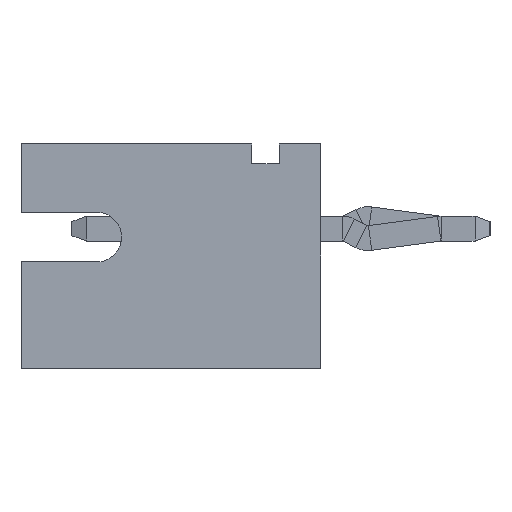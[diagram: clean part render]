
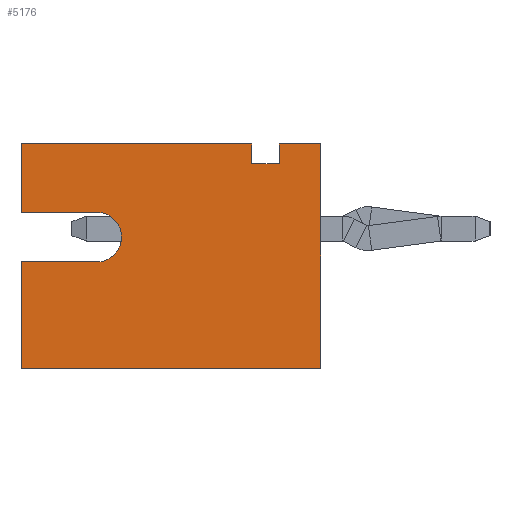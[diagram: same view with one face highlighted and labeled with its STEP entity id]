
A CAD part, left-side view. The second image highlights one B-rep face of the part: STEP entity #5176.
In plain terms, the highlighted planar face has unit normal (-1, 0, 0).
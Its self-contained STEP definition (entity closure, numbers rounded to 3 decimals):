
#12 = DIRECTION ( 'NONE',  ( 0., 0., -1. ) ) ;
#20 = CARTESIAN_POINT ( 'NONE',  ( -10.95, 0.83, 2.25 ) ) ;
#45 = LINE ( 'NONE', #2841, #749 ) ;
#111 = FACE_OUTER_BOUND ( 'NONE', #2723, .T. ) ;
#305 = EDGE_CURVE ( 'NONE', #3747, #5025, #693, .T. ) ;
#362 = DIRECTION ( 'NONE',  ( 0., 1., 0. ) ) ;
#416 = DIRECTION ( 'NONE',  ( 0., -1., 0. ) ) ;
#420 = AXIS2_PLACEMENT_3D ( 'NONE', #3615, #1211, #12 ) ;
#620 = VERTEX_POINT ( 'NONE', #4836 ) ;
#693 = LINE ( 'NONE', #3505, #1850 ) ;
#719 = ORIENTED_EDGE ( 'NONE', *, *, #305, .F. ) ;
#742 = VECTOR ( 'NONE', #2305, 1000. ) ;
#749 = VECTOR ( 'NONE', #797, 1000. ) ;
#789 = LINE ( 'NONE', #3205, #3374 ) ;
#797 = DIRECTION ( 'NONE',  ( 0., 0., -1. ) ) ;
#855 = EDGE_CURVE ( 'NONE', #1554, #1829, #2570, .T. ) ;
#883 = PLANE ( 'NONE',  #2545 ) ;
#1056 = VERTEX_POINT ( 'NONE', #4846 ) ;
#1114 = ORIENTED_EDGE ( 'NONE', *, *, #4939, .F. ) ;
#1117 = LINE ( 'NONE', #4251, #742 ) ;
#1175 = ORIENTED_EDGE ( 'NONE', *, *, #1430, .F. ) ;
#1211 = DIRECTION ( 'NONE',  ( -1., 0., 0. ) ) ;
#1328 = ORIENTED_EDGE ( 'NONE', *, *, #855, .F. ) ;
#1349 = VECTOR ( 'NONE', #4248, 1000. ) ;
#1430 = EDGE_CURVE ( 'NONE', #1829, #2323, #2239, .T. ) ;
#1472 = DIRECTION ( 'NONE',  ( 0., 0., 1. ) ) ;
#1502 = LINE ( 'NONE', #4294, #2100 ) ;
#1536 = CIRCLE ( 'NONE', #420, 0.5 ) ;
#1548 = ORIENTED_EDGE ( 'NONE', *, *, #4702, .F. ) ;
#1552 = CARTESIAN_POINT ( 'NONE',  ( -10.95, 6., 2.25 ) ) ;
#1554 = VERTEX_POINT ( 'NONE', #3713 ) ;
#1567 = CARTESIAN_POINT ( 'NONE',  ( -10.95, 4.5, -0.12 ) ) ;
#1698 = ORIENTED_EDGE ( 'NONE', *, *, #5043, .F. ) ;
#1710 = ORIENTED_EDGE ( 'NONE', *, *, #2278, .F. ) ;
#1711 = ORIENTED_EDGE ( 'NONE', *, *, #3007, .F. ) ;
#1717 = VERTEX_POINT ( 'NONE', #2286 ) ;
#1749 = CARTESIAN_POINT ( 'NONE',  ( -10.95, 4.5, 0.38 ) ) ;
#1829 = VERTEX_POINT ( 'NONE', #1552 ) ;
#1850 = VECTOR ( 'NONE', #1472, 1000. ) ;
#1987 = DIRECTION ( 'NONE',  ( 0., -1., 0. ) ) ;
#1999 = VECTOR ( 'NONE', #4512, 1000. ) ;
#2014 = ORIENTED_EDGE ( 'NONE', *, *, #2074, .F. ) ;
#2042 = LINE ( 'NONE', #20, #3475 ) ;
#2073 = CARTESIAN_POINT ( 'NONE',  ( -10.95, 0., 2.25 ) ) ;
#2074 = EDGE_CURVE ( 'NONE', #5131, #4775, #1117, .T. ) ;
#2100 = VECTOR ( 'NONE', #362, 1000. ) ;
#2239 = LINE ( 'NONE', #3844, #5036 ) ;
#2245 = CARTESIAN_POINT ( 'NONE',  ( -10.95, 0.83, 1.85 ) ) ;
#2278 = EDGE_CURVE ( 'NONE', #2658, #620, #4358, .T. ) ;
#2283 = DIRECTION ( 'NONE',  ( 0., 0., -1. ) ) ;
#2286 = CARTESIAN_POINT ( 'NONE',  ( -10.95, 4.5, 0.88 ) ) ;
#2304 = LINE ( 'NONE', #4737, #1349 ) ;
#2305 = DIRECTION ( 'NONE',  ( 0., 1., 0. ) ) ;
#2323 = VERTEX_POINT ( 'NONE', #3250 ) ;
#2502 = DIRECTION ( 'NONE',  ( 1., 0., 0. ) ) ;
#2505 = EDGE_CURVE ( 'NONE', #1717, #1554, #1502, .T. ) ;
#2545 = AXIS2_PLACEMENT_3D ( 'NONE', #1749, #2502, #3352 ) ;
#2570 = LINE ( 'NONE', #2894, #1999 ) ;
#2617 = ORIENTED_EDGE ( 'NONE', *, *, #2505, .F. ) ;
#2658 = VERTEX_POINT ( 'NONE', #4420 ) ;
#2676 = VERTEX_POINT ( 'NONE', #2073 ) ;
#2723 = EDGE_LOOP ( 'NONE', ( #2014, #2808, #1548, #719, #2952, #1711, #1175, #1328, #2617, #1698, #1710, #1114 ) ) ;
#2808 = ORIENTED_EDGE ( 'NONE', *, *, #4519, .F. ) ;
#2841 = CARTESIAN_POINT ( 'NONE',  ( -10.95, 1.39, 2.25 ) ) ;
#2894 = CARTESIAN_POINT ( 'NONE',  ( -10.95, 6., 0.88 ) ) ;
#2952 = ORIENTED_EDGE ( 'NONE', *, *, #3512, .F. ) ;
#3007 = EDGE_CURVE ( 'NONE', #2323, #1056, #45, .T. ) ;
#3205 = CARTESIAN_POINT ( 'NONE',  ( -10.95, 1.39, 1.85 ) ) ;
#3231 = DIRECTION ( 'NONE',  ( 0., -1., 0. ) ) ;
#3250 = CARTESIAN_POINT ( 'NONE',  ( -10.95, 1.39, 2.25 ) ) ;
#3352 = DIRECTION ( 'NONE',  ( 0., 1., 0. ) ) ;
#3374 = VECTOR ( 'NONE', #416, 1000. ) ;
#3441 = CARTESIAN_POINT ( 'NONE',  ( -10.95, 0.83, 2.25 ) ) ;
#3463 = DIRECTION ( 'NONE',  ( 0., -1., 0. ) ) ;
#3475 = VECTOR ( 'NONE', #1987, 1000. ) ;
#3505 = CARTESIAN_POINT ( 'NONE',  ( -10.95, 0.83, 1.85 ) ) ;
#3512 = EDGE_CURVE ( 'NONE', #1056, #3747, #789, .T. ) ;
#3615 = CARTESIAN_POINT ( 'NONE',  ( -10.95, 4.5, 0.38 ) ) ;
#3713 = CARTESIAN_POINT ( 'NONE',  ( -10.95, 6., 0.88 ) ) ;
#3747 = VERTEX_POINT ( 'NONE', #2245 ) ;
#3844 = CARTESIAN_POINT ( 'NONE',  ( -10.95, 6., 2.25 ) ) ;
#3861 = LINE ( 'NONE', #4770, #3976 ) ;
#3862 = VECTOR ( 'NONE', #3231, 1000. ) ;
#3964 = CARTESIAN_POINT ( 'NONE',  ( -10.95, 0., -2.25 ) ) ;
#3976 = VECTOR ( 'NONE', #2283, 1000. ) ;
#4248 = DIRECTION ( 'NONE',  ( 0., 0., 1. ) ) ;
#4251 = CARTESIAN_POINT ( 'NONE',  ( -10.95, 0., -2.25 ) ) ;
#4294 = CARTESIAN_POINT ( 'NONE',  ( -10.95, 6., 0.88 ) ) ;
#4358 = LINE ( 'NONE', #1567, #3862 ) ;
#4420 = CARTESIAN_POINT ( 'NONE',  ( -10.95, 6., -0.12 ) ) ;
#4435 = CARTESIAN_POINT ( 'NONE',  ( -10.95, 6., -2.25 ) ) ;
#4512 = DIRECTION ( 'NONE',  ( 0., 0., 1. ) ) ;
#4519 = EDGE_CURVE ( 'NONE', #2676, #5131, #3861, .T. ) ;
#4702 = EDGE_CURVE ( 'NONE', #5025, #2676, #2042, .T. ) ;
#4737 = CARTESIAN_POINT ( 'NONE',  ( -10.95, 6., -2.25 ) ) ;
#4770 = CARTESIAN_POINT ( 'NONE',  ( -10.95, 0., 2.25 ) ) ;
#4775 = VERTEX_POINT ( 'NONE', #4435 ) ;
#4836 = CARTESIAN_POINT ( 'NONE',  ( -10.95, 4.5, -0.12 ) ) ;
#4846 = CARTESIAN_POINT ( 'NONE',  ( -10.95, 1.39, 1.85 ) ) ;
#4939 = EDGE_CURVE ( 'NONE', #4775, #2658, #2304, .T. ) ;
#5025 = VERTEX_POINT ( 'NONE', #3441 ) ;
#5036 = VECTOR ( 'NONE', #3463, 1000. ) ;
#5043 = EDGE_CURVE ( 'NONE', #620, #1717, #1536, .T. ) ;
#5131 = VERTEX_POINT ( 'NONE', #3964 ) ;
#5176 = ADVANCED_FACE ( 'NONE', ( #111 ), #883, .F. ) ;
